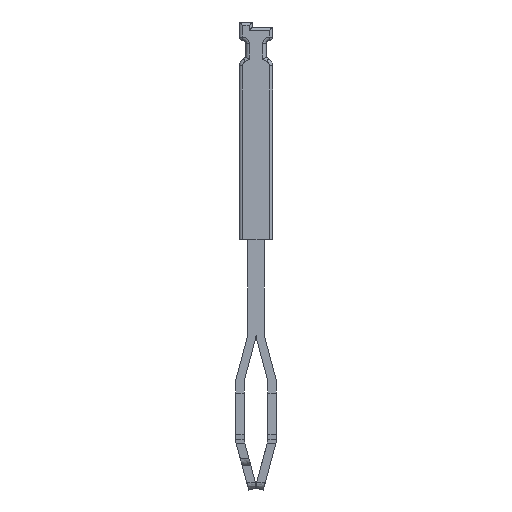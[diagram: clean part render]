
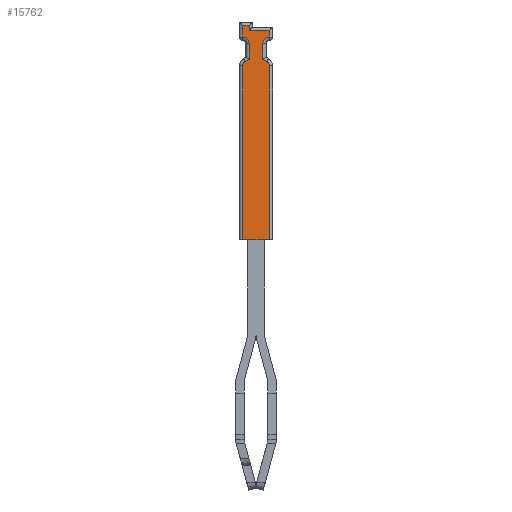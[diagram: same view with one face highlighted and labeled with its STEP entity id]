
A CAD part, left-side view. The second image highlights one B-rep face of the part: STEP entity #15762.
In plain terms, the highlighted planar face has unit normal (-1, 0, 0).
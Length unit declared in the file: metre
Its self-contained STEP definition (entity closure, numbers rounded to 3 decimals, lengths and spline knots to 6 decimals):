
#345=CIRCLE('',#16999,0.0003);
#346=CIRCLE('',#17000,0.0004);
#347=CIRCLE('',#17001,0.0004);
#348=CIRCLE('',#17002,0.0003);
#1265=FACE_OUTER_BOUND('',#2113,.T.);
#2113=EDGE_LOOP('',(#11747,#11748,#11749,#11750,#11751,#11752,#11753,#11754,
#11755,#11756,#11757,#11758,#11759,#11760,#11761,#11762));
#3700=LINE('',#26009,#5370);
#3836=LINE('',#26311,#5506);
#3837=LINE('',#26315,#5507);
#3838=LINE('',#26317,#5508);
#3839=LINE('',#26321,#5509);
#3840=LINE('',#26323,#5510);
#3841=LINE('',#26325,#5511);
#3842=LINE('',#26327,#5512);
#3843=LINE('',#26329,#5513);
#3844=LINE('',#26333,#5514);
#3845=LINE('',#26335,#5515);
#3846=LINE('',#26338,#5516);
#5370=VECTOR('',#19985,0.0016);
#5506=VECTOR('',#20259,0.01038);
#5507=VECTOR('',#20262,0.000289);
#5508=VECTOR('',#20263,0.000915);
#5509=VECTOR('',#20266,0.0004);
#5510=VECTOR('',#20267,0.0012);
#5511=VECTOR('',#20268,0.0003);
#5512=VECTOR('',#20269,0.0004);
#5513=VECTOR('',#20270,0.0007);
#5514=VECTOR('',#20273,0.000915);
#5515=VECTOR('',#20274,0.000289);
#5516=VECTOR('',#20277,0.01038);
#7207=VERTEX_POINT('',#26006);
#7208=VERTEX_POINT('',#26008);
#7305=VERTEX_POINT('',#26310);
#7306=VERTEX_POINT('',#26312);
#7307=VERTEX_POINT('',#26314);
#7308=VERTEX_POINT('',#26316);
#7309=VERTEX_POINT('',#26318);
#7310=VERTEX_POINT('',#26320);
#7311=VERTEX_POINT('',#26322);
#7312=VERTEX_POINT('',#26324);
#7313=VERTEX_POINT('',#26326);
#7314=VERTEX_POINT('',#26328);
#7315=VERTEX_POINT('',#26330);
#7316=VERTEX_POINT('',#26332);
#7317=VERTEX_POINT('',#26334);
#7318=VERTEX_POINT('',#26336);
#8909=EDGE_CURVE('',#7207,#7208,#3700,.T.);
#9098=EDGE_CURVE('',#7207,#7305,#3836,.F.);
#9099=EDGE_CURVE('',#7305,#7306,#345,.T.);
#9100=EDGE_CURVE('',#7306,#7307,#3837,.F.);
#9101=EDGE_CURVE('',#7307,#7308,#3838,.F.);
#9102=EDGE_CURVE('',#7308,#7309,#346,.F.);
#9103=EDGE_CURVE('',#7309,#7310,#3839,.F.);
#9104=EDGE_CURVE('',#7310,#7311,#3840,.F.);
#9105=EDGE_CURVE('',#7311,#7312,#3841,.F.);
#9106=EDGE_CURVE('',#7312,#7313,#3842,.F.);
#9107=EDGE_CURVE('',#7313,#7314,#3843,.F.);
#9108=EDGE_CURVE('',#7314,#7315,#347,.F.);
#9109=EDGE_CURVE('',#7315,#7316,#3844,.F.);
#9110=EDGE_CURVE('',#7316,#7317,#3845,.F.);
#9111=EDGE_CURVE('',#7317,#7318,#348,.T.);
#9112=EDGE_CURVE('',#7318,#7208,#3846,.F.);
#11747=ORIENTED_EDGE('',*,*,#8909,.F.);
#11748=ORIENTED_EDGE('',*,*,#9098,.T.);
#11749=ORIENTED_EDGE('',*,*,#9099,.T.);
#11750=ORIENTED_EDGE('',*,*,#9100,.T.);
#11751=ORIENTED_EDGE('',*,*,#9101,.T.);
#11752=ORIENTED_EDGE('',*,*,#9102,.T.);
#11753=ORIENTED_EDGE('',*,*,#9103,.T.);
#11754=ORIENTED_EDGE('',*,*,#9104,.T.);
#11755=ORIENTED_EDGE('',*,*,#9105,.T.);
#11756=ORIENTED_EDGE('',*,*,#9106,.T.);
#11757=ORIENTED_EDGE('',*,*,#9107,.T.);
#11758=ORIENTED_EDGE('',*,*,#9108,.T.);
#11759=ORIENTED_EDGE('',*,*,#9109,.T.);
#11760=ORIENTED_EDGE('',*,*,#9110,.T.);
#11761=ORIENTED_EDGE('',*,*,#9111,.T.);
#11762=ORIENTED_EDGE('',*,*,#9112,.T.);
#14247=PLANE('',#16998);
#15762=ADVANCED_FACE('',(#1265),#14247,.T.);
#16998=AXIS2_PLACEMENT_3D('',#26309,#20257,#20258);
#16999=AXIS2_PLACEMENT_3D('',#26313,#20260,#20261);
#17000=AXIS2_PLACEMENT_3D('',#26319,#20264,#20265);
#17001=AXIS2_PLACEMENT_3D('',#26331,#20271,#20272);
#17002=AXIS2_PLACEMENT_3D('',#26337,#20275,#20276);
#19985=DIRECTION('',(0.,1.,0.));
#20257=DIRECTION('center_axis',(-1.,0.,0.));
#20258=DIRECTION('ref_axis',(0.,0.,1.));
#20259=DIRECTION('',(0.,0.,-1.));
#20260=DIRECTION('center_axis',(-1.,0.,0.));
#20261=DIRECTION('ref_axis',(0.,-1.,0.));
#20262=DIRECTION('',(0.,-0.866,-0.5));
#20263=DIRECTION('',(0.,0.,-1.));
#20264=DIRECTION('center_axis',(-1.,0.,0.));
#20265=DIRECTION('ref_axis',(0.,-1.,0.));
#20266=DIRECTION('',(0.,0.,-1.));
#20267=DIRECTION('',(0.,-1.,0.));
#20268=DIRECTION('',(0.,0.,-1.));
#20269=DIRECTION('',(0.,-1.,0.));
#20270=DIRECTION('',(0.,0.,1.));
#20271=DIRECTION('center_axis',(-1.,0.,0.));
#20272=DIRECTION('ref_axis',(0.,-1.,0.));
#20273=DIRECTION('',(0.,0.,1.));
#20274=DIRECTION('',(0.,-0.866,0.5));
#20275=DIRECTION('center_axis',(-1.,0.,0.));
#20276=DIRECTION('ref_axis',(0.,-1.,0.));
#20277=DIRECTION('',(0.,0.,1.));
#26006=CARTESIAN_POINT('',(-0.038325,-0.0008,-0.00519));
#26008=CARTESIAN_POINT('',(-0.038325,0.0008,-0.00519));
#26009=CARTESIAN_POINT('',(-0.038325,-0.0008,-0.00519));
#26309=CARTESIAN_POINT('Origin',(-0.038325,-0.0007,-0.01089));
#26310=CARTESIAN_POINT('',(-0.038325,-0.0008,0.00519));
#26311=CARTESIAN_POINT('',(-0.038325,-0.0008,0.00519));
#26312=CARTESIAN_POINT('',(-0.038325,-0.00065,0.00545));
#26313=CARTESIAN_POINT('Origin',(-0.038325,-0.0005,0.00519));
#26314=CARTESIAN_POINT('',(-0.038325,-0.0004,0.005594));
#26315=CARTESIAN_POINT('',(-0.038325,-0.0004,0.005594));
#26316=CARTESIAN_POINT('',(-0.038325,-0.0004,0.00651));
#26317=CARTESIAN_POINT('',(-0.038325,-0.0004,0.00651));
#26318=CARTESIAN_POINT('',(-0.038325,-0.0008,0.00691));
#26319=CARTESIAN_POINT('Origin',(-0.038325,-0.0008,0.00651));
#26320=CARTESIAN_POINT('',(-0.038325,-0.0008,0.00731));
#26321=CARTESIAN_POINT('',(-0.038325,-0.0008,0.00731));
#26322=CARTESIAN_POINT('',(-0.038325,0.0004,0.00731));
#26323=CARTESIAN_POINT('',(-0.038325,0.0004,0.00731));
#26324=CARTESIAN_POINT('',(-0.038325,0.0004,0.00761));
#26325=CARTESIAN_POINT('',(-0.038325,0.0004,0.00761));
#26326=CARTESIAN_POINT('',(-0.038325,0.0008,0.00761));
#26327=CARTESIAN_POINT('',(-0.038325,0.0008,0.00761));
#26328=CARTESIAN_POINT('',(-0.038325,0.0008,0.00691));
#26329=CARTESIAN_POINT('',(-0.038325,0.0008,0.00691));
#26330=CARTESIAN_POINT('',(-0.038325,0.0004,0.00651));
#26331=CARTESIAN_POINT('Origin',(-0.038325,0.0008,0.00651));
#26332=CARTESIAN_POINT('',(-0.038325,0.0004,0.005594));
#26333=CARTESIAN_POINT('',(-0.038325,0.0004,0.005594));
#26334=CARTESIAN_POINT('',(-0.038325,0.00065,0.00545));
#26335=CARTESIAN_POINT('',(-0.038325,0.00065,0.00545));
#26336=CARTESIAN_POINT('',(-0.038325,0.0008,0.00519));
#26337=CARTESIAN_POINT('Origin',(-0.038325,0.0005,0.00519));
#26338=CARTESIAN_POINT('',(-0.038325,0.0008,-0.00519));
